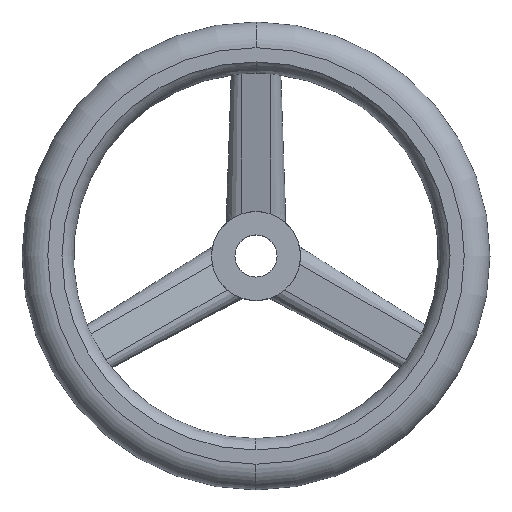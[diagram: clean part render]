
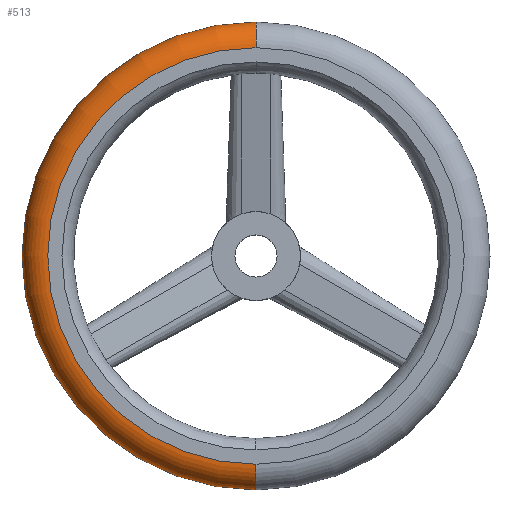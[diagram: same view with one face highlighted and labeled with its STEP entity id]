
A CAD part, top view. The second image highlights one B-rep face of the part: STEP entity #513.
In plain terms, the highlighted toroidal (fillet/blend) face has major radius 89 mm and minor radius 11 mm.
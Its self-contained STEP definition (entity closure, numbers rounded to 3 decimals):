
#313=VERTEX_POINT('',#709);
#423=EDGE_CURVE('',#567,#313,#832,.T.);
#435=VERTEX_POINT('',#844);
#445=EDGE_CURVE('',#435,#313,#855,.T.);
#455=VERTEX_POINT('',#868);
#459=EDGE_CURVE('',#435,#455,#872,.T.);
#475=EDGE_CURVE('',#567,#455,#889,.T.);
#513=ADVANCED_FACE('',(#932),#933,.T.);
#567=VERTEX_POINT('',#987);
#709=CARTESIAN_POINT('',(0.,-100.0,34.));
#832=CIRCLE('',#1669,100.0);
#844=CARTESIAN_POINT('',(0.,-89.0,45.));
#855=CIRCLE('',#1738,11.0);
#868=CARTESIAN_POINT('',(0.,89.,45.0));
#872=CIRCLE('',#1758,89.);
#889=CIRCLE('',#1804,11.0);
#932=FACE_OUTER_BOUND('',#1879,.T.);
#933=TOROIDAL_SURFACE('',#1880,89.0,11.0);
#987=CARTESIAN_POINT('',(0.,100.,34.));
#1669=AXIS2_PLACEMENT_3D('',#2366,#2367,#2368);
#1738=AXIS2_PLACEMENT_3D('',#2381,#2382,#2383);
#1758=AXIS2_PLACEMENT_3D('',#2401,#2402,#2403);
#1804=AXIS2_PLACEMENT_3D('',#2419,#2420,#2421);
#1879=EDGE_LOOP('',(#2485,#2486,#2487,#2488));
#1880=AXIS2_PLACEMENT_3D('',#2489,#2490,#2491);
#2366=CARTESIAN_POINT('',(0.,0.,34.));
#2367=DIRECTION('',(0.,0.,1.0));
#2368=DIRECTION('',(1.0,0.0,0.));
#2381=CARTESIAN_POINT('',(0.,-89.0,34.));
#2382=DIRECTION('',(1.0,0.,0.));
#2383=DIRECTION('',(0.,-1.0,0.));
#2401=CARTESIAN_POINT('',(0.,0.,45.));
#2402=DIRECTION('',(0.,0.,-1.0));
#2403=DIRECTION('',(0.,1.0,0.));
#2419=CARTESIAN_POINT('',(0.,89.,34.));
#2420=DIRECTION('',(1.0,0.,0.));
#2421=DIRECTION('',(0.,1.0,0.));
#2485=ORIENTED_EDGE('',*,*,#423,.T.);
#2486=ORIENTED_EDGE('',*,*,#445,.F.);
#2487=ORIENTED_EDGE('',*,*,#459,.T.);
#2488=ORIENTED_EDGE('',*,*,#475,.F.);
#2489=CARTESIAN_POINT('',(0.,0.,34.));
#2490=DIRECTION('',(0.,0.,1.0));
#2491=DIRECTION('',(0.,1.0,0.0));
